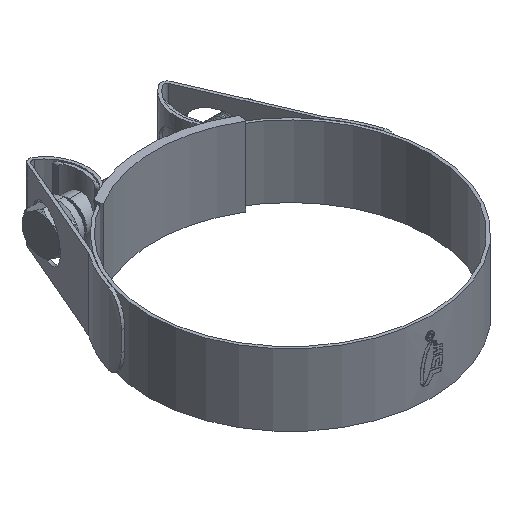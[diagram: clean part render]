
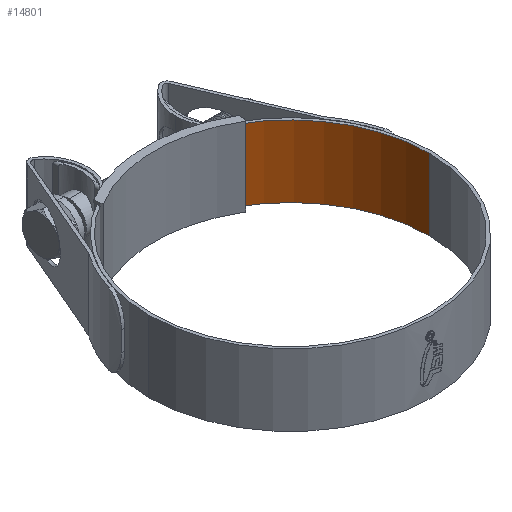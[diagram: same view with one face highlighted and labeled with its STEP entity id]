
A CAD part, isometric view. The second image highlights one B-rep face of the part: STEP entity #14801.
In plain terms, the highlighted cylindrical face has radius 48.5 mm (diameter 97 mm), a partial arc.
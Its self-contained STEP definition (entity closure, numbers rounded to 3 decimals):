
#2237 = LINE ( 'NONE', #25129, #13625 ) ;
#2795 = CARTESIAN_POINT ( 'NONE',  ( 48.5, 0., -12.5 ) ) ;
#3740 = EDGE_CURVE ( 'NONE', #5032, #17476, #3848, .T. ) ;
#3848 = CIRCLE ( 'NONE', #12970, 48.5 ) ;
#5032 = VERTEX_POINT ( 'NONE', #5678 ) ;
#5678 = CARTESIAN_POINT ( 'NONE',  ( 23.075, 42.659, 12.5 ) ) ;
#6543 = DIRECTION ( 'NONE',  ( 0., 0., -1. ) ) ;
#6709 = EDGE_CURVE ( 'NONE', #17476, #6904, #2237, .T. ) ;
#6904 = VERTEX_POINT ( 'NONE', #2795 ) ;
#9034 = ORIENTED_EDGE ( 'NONE', *, *, #13481, .T. ) ;
#9089 = CARTESIAN_POINT ( 'NONE',  ( 23.075, 42.659, -12.5 ) ) ;
#10717 = CARTESIAN_POINT ( 'NONE',  ( 0., 0., 12.5 ) ) ;
#10806 = AXIS2_PLACEMENT_3D ( 'NONE', #21009, #6543, #18151 ) ;
#11571 = CARTESIAN_POINT ( 'NONE',  ( 23.075, 42.659, 12.5 ) ) ;
#12970 = AXIS2_PLACEMENT_3D ( 'NONE', #10717, #34371, #22354 ) ;
#13481 = EDGE_CURVE ( 'NONE', #5032, #25245, #17667, .T. ) ;
#13625 = VECTOR ( 'NONE', #36755, 1000. ) ;
#14801 = ADVANCED_FACE ( 'NONE', ( #18902 ), #30360, .F. ) ;
#16542 = VECTOR ( 'NONE', #23388, 1000. ) ;
#17476 = VERTEX_POINT ( 'NONE', #22229 ) ;
#17667 = LINE ( 'NONE', #11571, #16542 ) ;
#18151 = DIRECTION ( 'NONE',  ( -1., 0., 0. ) ) ;
#18607 = ORIENTED_EDGE ( 'NONE', *, *, #6709, .F. ) ;
#18902 = FACE_OUTER_BOUND ( 'NONE', #23151, .T. ) ;
#21009 = CARTESIAN_POINT ( 'NONE',  ( 0., 0., 12.5 ) ) ;
#21072 = CIRCLE ( 'NONE', #31427, 48.5 ) ;
#22229 = CARTESIAN_POINT ( 'NONE',  ( 48.5, 0., 12.5 ) ) ;
#22354 = DIRECTION ( 'NONE',  ( -1., 0., 0. ) ) ;
#23151 = EDGE_LOOP ( 'NONE', ( #18607, #34191, #9034, #24856 ) ) ;
#23388 = DIRECTION ( 'NONE',  ( 0., 0., -1. ) ) ;
#24856 = ORIENTED_EDGE ( 'NONE', *, *, #25424, .T. ) ;
#25129 = CARTESIAN_POINT ( 'NONE',  ( 48.5, 0., 12.5 ) ) ;
#25245 = VERTEX_POINT ( 'NONE', #9089 ) ;
#25424 = EDGE_CURVE ( 'NONE', #25245, #6904, #21072, .T. ) ;
#28945 = CARTESIAN_POINT ( 'NONE',  ( 0., 0., -12.5 ) ) ;
#29509 = DIRECTION ( 'NONE',  ( 0., 0., -1. ) ) ;
#30360 = CYLINDRICAL_SURFACE ( 'NONE', #10806, 48.5 ) ;
#31427 = AXIS2_PLACEMENT_3D ( 'NONE', #28945, #29509, #34846 ) ;
#34191 = ORIENTED_EDGE ( 'NONE', *, *, #3740, .F. ) ;
#34371 = DIRECTION ( 'NONE',  ( 0., 0., -1. ) ) ;
#34846 = DIRECTION ( 'NONE',  ( -1., 0., 0. ) ) ;
#36755 = DIRECTION ( 'NONE',  ( 0., 0., -1. ) ) ;
